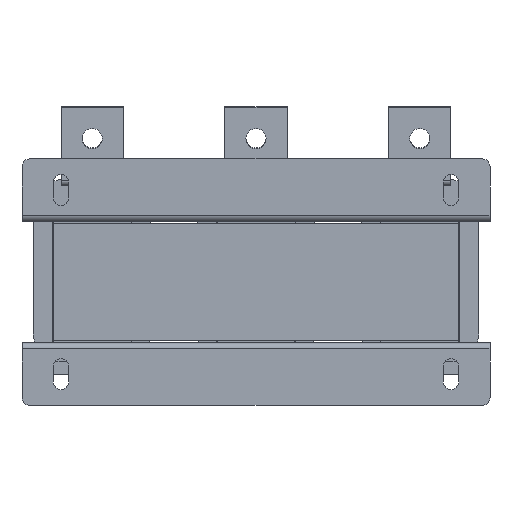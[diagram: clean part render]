
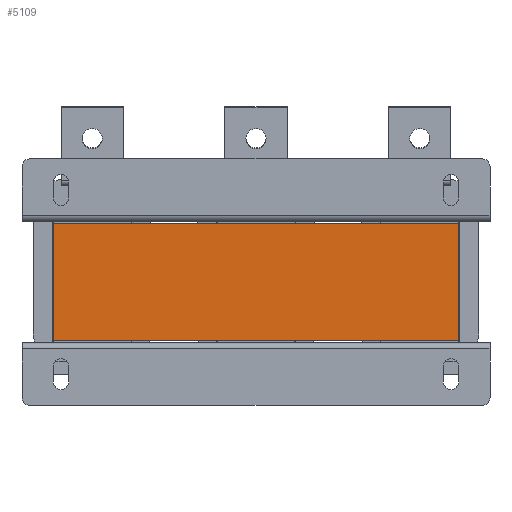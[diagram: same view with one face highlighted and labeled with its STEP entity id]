
A CAD part, front view. The second image highlights one B-rep face of the part: STEP entity #5109.
In plain terms, the highlighted planar face has unit normal (0, -1, 0).
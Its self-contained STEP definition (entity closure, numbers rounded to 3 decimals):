
#237 = VERTEX_POINT ( 'NONE', #1195 ) ;
#247 = DIRECTION ( 'NONE',  ( 1., 0., 0. ) ) ;
#365 = VECTOR ( 'NONE', #5242, 1000. ) ;
#409 = CARTESIAN_POINT ( 'NONE',  ( -130., -25., 75. ) ) ;
#420 = EDGE_LOOP ( 'NONE', ( #1727, #5517, #894, #6432 ) ) ;
#427 = CARTESIAN_POINT ( 'NONE',  ( -130., -25., 75. ) ) ;
#577 = VERTEX_POINT ( 'NONE', #5722 ) ;
#894 = ORIENTED_EDGE ( 'NONE', *, *, #6240, .F. ) ;
#1195 = CARTESIAN_POINT ( 'NONE',  ( -130., -25., 0. ) ) ;
#1341 = DIRECTION ( 'NONE',  ( 0., 0., 1. ) ) ;
#1727 = ORIENTED_EDGE ( 'NONE', *, *, #6056, .T. ) ;
#1909 = VECTOR ( 'NONE', #247, 1000. ) ;
#2058 = DIRECTION ( 'NONE',  ( 0., 0., -1. ) ) ;
#2125 = VECTOR ( 'NONE', #2058, 1000. ) ;
#2246 = AXIS2_PLACEMENT_3D ( 'NONE', #409, #2446, #1341 ) ;
#2446 = DIRECTION ( 'NONE',  ( 0., 1., 0. ) ) ;
#2708 = CARTESIAN_POINT ( 'NONE',  ( -130., -25., 75. ) ) ;
#2883 = CARTESIAN_POINT ( 'NONE',  ( -130., -25., 0. ) ) ;
#3003 = CARTESIAN_POINT ( 'NONE',  ( 130., -25., 75. ) ) ;
#3088 = LINE ( 'NONE', #5412, #2125 ) ;
#3114 = LINE ( 'NONE', #427, #365 ) ;
#3388 = LINE ( 'NONE', #3003, #6769 ) ;
#3920 = DIRECTION ( 'NONE',  ( 0., 0., -1. ) ) ;
#4431 = EDGE_CURVE ( 'NONE', #5802, #237, #3088, .T. ) ;
#5104 = CARTESIAN_POINT ( 'NONE',  ( 130., -25., 75. ) ) ;
#5109 = ADVANCED_FACE ( 'NONE', ( #6633 ), #5158, .F. ) ;
#5158 = PLANE ( 'NONE',  #2246 ) ;
#5242 = DIRECTION ( 'NONE',  ( 1., 0., 0. ) ) ;
#5412 = CARTESIAN_POINT ( 'NONE',  ( -130., -25., 75. ) ) ;
#5517 = ORIENTED_EDGE ( 'NONE', *, *, #5985, .F. ) ;
#5722 = CARTESIAN_POINT ( 'NONE',  ( 130., -25., 0. ) ) ;
#5802 = VERTEX_POINT ( 'NONE', #2708 ) ;
#5965 = VERTEX_POINT ( 'NONE', #5104 ) ;
#5985 = EDGE_CURVE ( 'NONE', #5965, #577, #3388, .T. ) ;
#6056 = EDGE_CURVE ( 'NONE', #237, #577, #6620, .T. ) ;
#6240 = EDGE_CURVE ( 'NONE', #5802, #5965, #3114, .T. ) ;
#6432 = ORIENTED_EDGE ( 'NONE', *, *, #4431, .T. ) ;
#6620 = LINE ( 'NONE', #2883, #1909 ) ;
#6633 = FACE_OUTER_BOUND ( 'NONE', #420, .T. ) ;
#6769 = VECTOR ( 'NONE', #3920, 1000. ) ;
